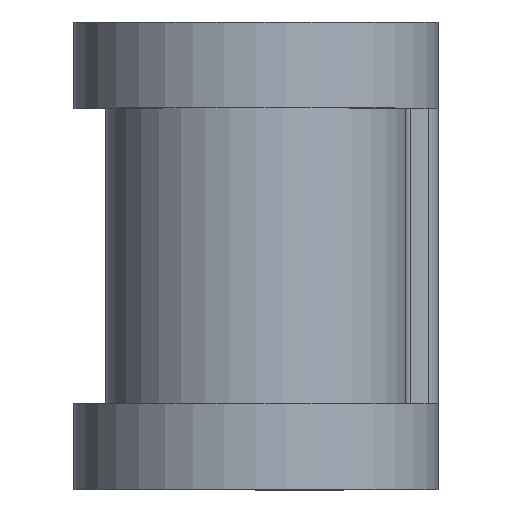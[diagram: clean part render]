
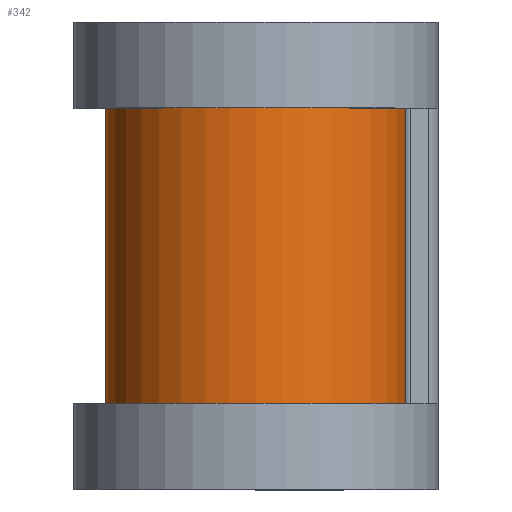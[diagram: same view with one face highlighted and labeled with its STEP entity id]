
A CAD part, top view. The second image highlights one B-rep face of the part: STEP entity #342.
In plain terms, the highlighted cylindrical face has radius 7.099 mm (diameter 14.199 mm), a partial arc.
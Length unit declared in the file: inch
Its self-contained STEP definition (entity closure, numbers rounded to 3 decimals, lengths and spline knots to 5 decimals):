
#53 = CYLINDRICAL_SURFACE ( 'NONE', #472, 0.2795 ) ;
#146 = ORIENTED_EDGE ( 'NONE', *, *, #1493, .F. ) ;
#176 = ORIENTED_EDGE ( 'NONE', *, *, #1506, .F. ) ;
#209 = CARTESIAN_POINT ( 'NONE',  ( -0.2795, 0.375, 0.375 ) ) ;
#214 = AXIS2_PLACEMENT_3D ( 'NONE', #746, #1884, #916 ) ;
#264 = ORIENTED_EDGE ( 'NONE', *, *, #1468, .T. ) ;
#342 = ADVANCED_FACE ( 'NONE', ( #947 ), #53, .T. ) ;
#366 = VERTEX_POINT ( 'NONE', #493 ) ;
#472 = AXIS2_PLACEMENT_3D ( 'NONE', #967, #629, #791 ) ;
#493 = CARTESIAN_POINT ( 'NONE',  ( 0.2795, 0.275, 0.375 ) ) ;
#550 = LINE ( 'NONE', #209, #1304 ) ;
#629 = DIRECTION ( 'NONE',  ( 0., -1., 0. ) ) ;
#746 = CARTESIAN_POINT ( 'NONE',  ( 0., -0.275, 0.375 ) ) ;
#791 = DIRECTION ( 'NONE',  ( 0., 0., -1. ) ) ;
#831 = VECTOR ( 'NONE', #1368, 39.37008 ) ;
#889 = CARTESIAN_POINT ( 'NONE',  ( 0., 0.275, 0.375 ) ) ;
#916 = DIRECTION ( 'NONE',  ( 0., 0., -1. ) ) ;
#947 = FACE_OUTER_BOUND ( 'NONE', #1867, .T. ) ;
#967 = CARTESIAN_POINT ( 'NONE',  ( 0., 0.375, 0.375 ) ) ;
#1037 = DIRECTION ( 'NONE',  ( 0., -1., 0. ) ) ;
#1044 = DIRECTION ( 'NONE',  ( 0., 0., -1. ) ) ;
#1064 = VERTEX_POINT ( 'NONE', #1964 ) ;
#1097 = CARTESIAN_POINT ( 'NONE',  ( 0.2795, -0.275, 0.375 ) ) ;
#1166 = VERTEX_POINT ( 'NONE', #1862 ) ;
#1257 = CIRCLE ( 'NONE', #214, 0.2795 ) ;
#1281 = ORIENTED_EDGE ( 'NONE', *, *, #1495, .T. ) ;
#1304 = VECTOR ( 'NONE', #1037, 39.37008 ) ;
#1365 = LINE ( 'NONE', #2008, #831 ) ;
#1368 = DIRECTION ( 'NONE',  ( 0., -1., 0. ) ) ;
#1468 = EDGE_CURVE ( 'NONE', #1064, #1166, #550, .T. ) ;
#1493 = EDGE_CURVE ( 'NONE', #366, #1580, #1365, .T. ) ;
#1495 = EDGE_CURVE ( 'NONE', #366, #1064, #2122, .T. ) ;
#1506 = EDGE_CURVE ( 'NONE', #1580, #1166, #1257, .T. ) ;
#1580 = VERTEX_POINT ( 'NONE', #1097 ) ;
#1862 = CARTESIAN_POINT ( 'NONE',  ( -0.2795, -0.275, 0.375 ) ) ;
#1867 = EDGE_LOOP ( 'NONE', ( #146, #1281, #264, #176 ) ) ;
#1884 = DIRECTION ( 'NONE',  ( 0., -1., 0. ) ) ;
#1964 = CARTESIAN_POINT ( 'NONE',  ( -0.2795, 0.275, 0.375 ) ) ;
#2007 = AXIS2_PLACEMENT_3D ( 'NONE', #889, #2018, #1044 ) ;
#2008 = CARTESIAN_POINT ( 'NONE',  ( 0.2795, 0.375, 0.375 ) ) ;
#2018 = DIRECTION ( 'NONE',  ( 0., -1., 0. ) ) ;
#2122 = CIRCLE ( 'NONE', #2007, 0.2795 ) ;
